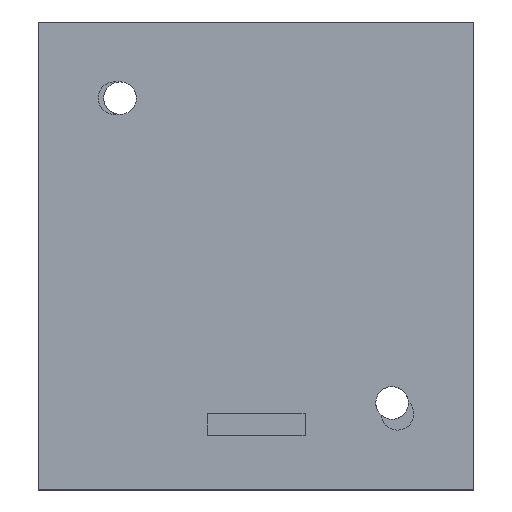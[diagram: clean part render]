
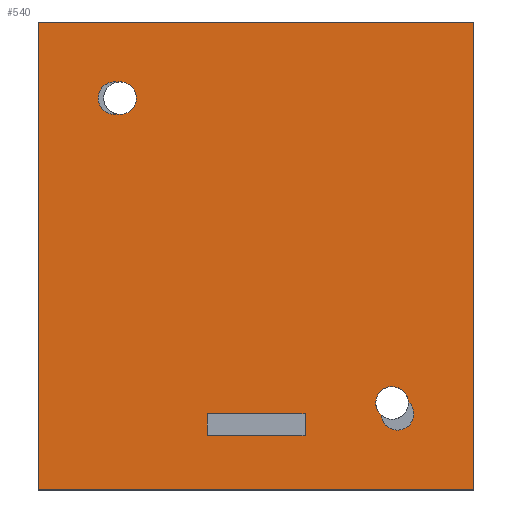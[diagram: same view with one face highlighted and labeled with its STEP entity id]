
A CAD part, top view. The second image highlights one B-rep face of the part: STEP entity #540.
In plain terms, the highlighted face is planar.
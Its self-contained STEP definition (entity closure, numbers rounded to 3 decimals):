
#23=FACE_BOUND('',#83,.T.);
#24=FACE_BOUND('',#84,.T.);
#25=FACE_BOUND('',#85,.T.);
#32=CIRCLE('',#585,1.5);
#35=CIRCLE('',#589,1.5);
#37=CIRCLE('',#591,1.5);
#39=CIRCLE('',#594,1.5);
#40=CIRCLE('',#595,1.5);
#41=CIRCLE('',#597,1.5);
#52=FACE_OUTER_BOUND('',#82,.T.);
#82=EDGE_LOOP('',(#393,#394,#395,#396));
#83=EDGE_LOOP('',(#397,#398,#399,#400));
#84=EDGE_LOOP('',(#401,#402));
#85=EDGE_LOOP('',(#403,#404,#405,#406));
#117=LINE('',#791,#179);
#120=LINE('',#796,#182);
#122=LINE('',#800,#184);
#123=LINE('',#802,#185);
#126=LINE('',#830,#188);
#127=LINE('',#832,#189);
#128=LINE('',#834,#190);
#129=LINE('',#835,#191);
#179=VECTOR('',#636,10.);
#182=VECTOR('',#641,10.);
#184=VECTOR('',#645,10.);
#185=VECTOR('',#648,10.);
#188=VECTOR('',#679,1.);
#189=VECTOR('',#680,1.);
#190=VECTOR('',#681,1.);
#191=VECTOR('',#682,1.);
#240=VERTEX_POINT('',#788);
#241=VERTEX_POINT('',#790);
#242=VERTEX_POINT('',#794);
#243=VERTEX_POINT('',#798);
#244=VERTEX_POINT('',#804);
#246=VERTEX_POINT('',#807);
#248=VERTEX_POINT('',#814);
#249=VERTEX_POINT('',#815);
#250=VERTEX_POINT('',#817);
#252=VERTEX_POINT('',#824);
#253=VERTEX_POINT('',#828);
#254=VERTEX_POINT('',#829);
#255=VERTEX_POINT('',#831);
#256=VERTEX_POINT('',#833);
#290=EDGE_CURVE('',#241,#240,#117,.T.);
#293=EDGE_CURVE('',#240,#242,#120,.T.);
#295=EDGE_CURVE('',#242,#243,#122,.T.);
#296=EDGE_CURVE('',#243,#241,#123,.T.);
#298=EDGE_CURVE('',#246,#244,#32,.T.);
#302=EDGE_CURVE('',#248,#249,#35,.T.);
#304=EDGE_CURVE('',#249,#250,#37,.T.);
#307=EDGE_CURVE('',#252,#248,#39,.T.);
#308=EDGE_CURVE('',#250,#252,#40,.T.);
#309=EDGE_CURVE('',#253,#254,#126,.T.);
#310=EDGE_CURVE('',#254,#255,#127,.T.);
#311=EDGE_CURVE('',#255,#256,#128,.T.);
#312=EDGE_CURVE('',#256,#253,#129,.T.);
#313=EDGE_CURVE('',#244,#246,#41,.T.);
#393=ORIENTED_EDGE('',*,*,#309,.T.);
#394=ORIENTED_EDGE('',*,*,#310,.T.);
#395=ORIENTED_EDGE('',*,*,#311,.T.);
#396=ORIENTED_EDGE('',*,*,#312,.T.);
#397=ORIENTED_EDGE('',*,*,#290,.T.);
#398=ORIENTED_EDGE('',*,*,#293,.T.);
#399=ORIENTED_EDGE('',*,*,#295,.T.);
#400=ORIENTED_EDGE('',*,*,#296,.T.);
#401=ORIENTED_EDGE('',*,*,#298,.T.);
#402=ORIENTED_EDGE('',*,*,#313,.T.);
#403=ORIENTED_EDGE('',*,*,#302,.T.);
#404=ORIENTED_EDGE('',*,*,#304,.T.);
#405=ORIENTED_EDGE('',*,*,#308,.T.);
#406=ORIENTED_EDGE('',*,*,#307,.T.);
#510=PLANE('',#596);
#540=ADVANCED_FACE('',(#52,#23,#24,#25),#510,.F.);
#585=AXIS2_PLACEMENT_3D('',#808,#653,#654);
#589=AXIS2_PLACEMENT_3D('',#816,#662,#663);
#591=AXIS2_PLACEMENT_3D('',#819,#666,#667);
#594=AXIS2_PLACEMENT_3D('',#825,#673,#674);
#595=AXIS2_PLACEMENT_3D('',#826,#675,#676);
#596=AXIS2_PLACEMENT_3D('',#827,#677,#678);
#597=AXIS2_PLACEMENT_3D('',#836,#683,#684);
#636=DIRECTION('',(-1.,0.,0.));
#641=DIRECTION('',(0.,-1.,0.));
#645=DIRECTION('',(1.,0.,0.));
#648=DIRECTION('',(0.,1.,0.));
#653=DIRECTION('center_axis',(0.,0.,1.));
#654=DIRECTION('ref_axis',(0.,1.,0.));
#662=DIRECTION('center_axis',(0.,0.,1.));
#663=DIRECTION('ref_axis',(0.,1.,0.));
#666=DIRECTION('center_axis',(0.,0.,1.));
#667=DIRECTION('ref_axis',(0.,1.,0.));
#673=DIRECTION('center_axis',(0.,0.,1.));
#674=DIRECTION('ref_axis',(1.,0.,0.));
#675=DIRECTION('center_axis',(0.,0.,1.));
#676=DIRECTION('ref_axis',(1.,0.,0.));
#677=DIRECTION('center_axis',(0.,0.,1.));
#678=DIRECTION('ref_axis',(1.,0.,0.));
#679=DIRECTION('',(-1.,0.,0.));
#680=DIRECTION('',(0.,1.,0.));
#681=DIRECTION('',(1.,0.,0.));
#682=DIRECTION('',(0.,-1.,0.));
#683=DIRECTION('center_axis',(0.,0.,1.));
#684=DIRECTION('ref_axis',(-1.,0.,0.));
#788=CARTESIAN_POINT('',(15.505,-5.,0.));
#790=CARTESIAN_POINT('',(24.505,-5.,0.));
#791=CARTESIAN_POINT('',(17.753,-5.,0.));
#794=CARTESIAN_POINT('',(15.505,-7.,0.));
#796=CARTESIAN_POINT('',(15.505,-14.25,0.));
#798=CARTESIAN_POINT('',(24.505,-7.,0.));
#800=CARTESIAN_POINT('',(22.253,-7.,0.));
#802=CARTESIAN_POINT('',(24.505,-13.25,0.));
#804=CARTESIAN_POINT('',(7.253,-34.521,0.));
#807=CARTESIAN_POINT('',(7.252,-37.479,0.));
#808=CARTESIAN_POINT('Origin',(7.505,-36.,0.));
#814=CARTESIAN_POINT('',(31.505,-6.882,0.));
#815=CARTESIAN_POINT('',(31.005,-8.,0.));
#816=CARTESIAN_POINT('Origin',(32.505,-8.,0.));
#817=CARTESIAN_POINT('',(34.,-8.118,0.));
#819=CARTESIAN_POINT('Origin',(32.505,-8.,0.));
#824=CARTESIAN_POINT('',(34.5,-7.,0.));
#825=CARTESIAN_POINT('Origin',(33.,-7.,0.));
#826=CARTESIAN_POINT('Origin',(33.,-7.,0.));
#827=CARTESIAN_POINT('Origin',(20.,-21.5,0.));
#828=CARTESIAN_POINT('',(40.,-43.,0.));
#829=CARTESIAN_POINT('',(0.,-43.,0.));
#830=CARTESIAN_POINT('',(40.,-43.,0.));
#831=CARTESIAN_POINT('',(0.,0.,0.));
#832=CARTESIAN_POINT('',(0.,-43.,0.));
#833=CARTESIAN_POINT('',(40.,0.,0.));
#834=CARTESIAN_POINT('',(0.,0.,0.));
#835=CARTESIAN_POINT('',(40.,0.,0.));
#836=CARTESIAN_POINT('Origin',(7.,-36.,0.));
